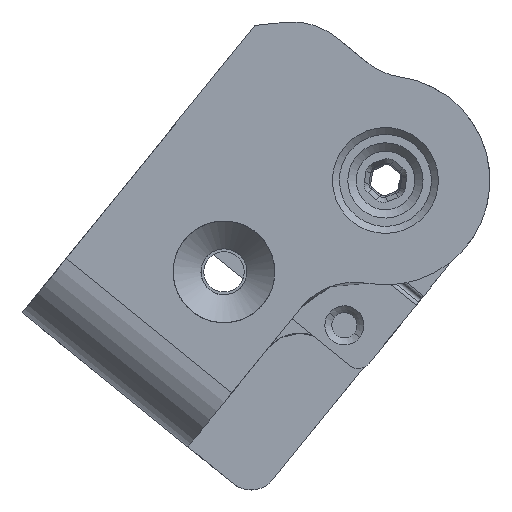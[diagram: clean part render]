
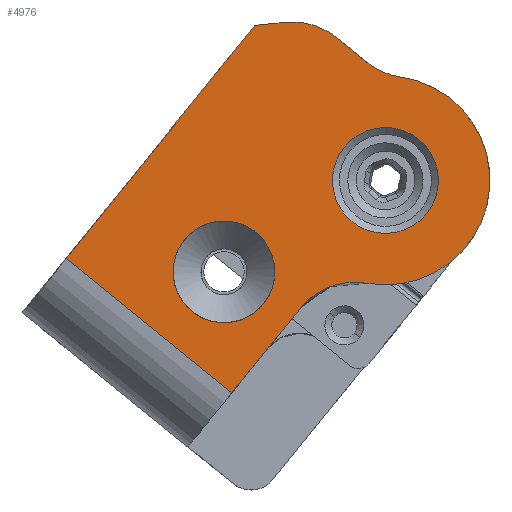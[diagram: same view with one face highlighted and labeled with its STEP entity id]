
A CAD part, left-side view. The second image highlights one B-rep face of the part: STEP entity #4976.
In plain terms, the highlighted planar face has unit normal (-1, 0, 0).
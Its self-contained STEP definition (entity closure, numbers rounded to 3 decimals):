
#467=LINE('',#7810,#827);
#468=LINE('',#7812,#828);
#578=LINE('',#8341,#938);
#590=LINE('',#8397,#950);
#596=LINE('',#8433,#956);
#597=LINE('',#8435,#957);
#827=VECTOR('',#6118,1000.);
#828=VECTOR('',#6119,1000.);
#938=VECTOR('',#6509,1000.);
#950=VECTOR('',#6551,1000.);
#956=VECTOR('',#6593,1000.);
#957=VECTOR('',#6594,1000.);
#1862=ORIENTED_EDGE('',*,*,#2940,.F.);
#1863=ORIENTED_EDGE('',*,*,#2738,.F.);
#1864=ORIENTED_EDGE('',*,*,#2982,.T.);
#1865=ORIENTED_EDGE('',*,*,#2983,.F.);
#1866=ORIENTED_EDGE('',*,*,#2984,.T.);
#1867=ORIENTED_EDGE('',*,*,#2985,.F.);
#1868=ORIENTED_EDGE('',*,*,#2941,.T.);
#1869=ORIENTED_EDGE('',*,*,#2946,.T.);
#1870=ORIENTED_EDGE('',*,*,#2938,.T.);
#1871=ORIENTED_EDGE('',*,*,#2967,.T.);
#1872=ORIENTED_EDGE('',*,*,#2739,.F.);
#1873=ORIENTED_EDGE('',*,*,#2986,.F.);
#2738=EDGE_CURVE('',#3407,#3408,#467,.T.);
#2739=EDGE_CURVE('',#3408,#3409,#468,.T.);
#2938=EDGE_CURVE('',#3546,#3545,#3847,.T.);
#2940=EDGE_CURVE('',#3547,#3547,#3848,.F.);
#2941=EDGE_CURVE('',#3548,#3549,#3849,.T.);
#2946=EDGE_CURVE('',#3549,#3546,#578,.T.);
#2967=EDGE_CURVE('',#3545,#3409,#590,.T.);
#2982=EDGE_CURVE('',#3407,#3568,#596,.T.);
#2983=EDGE_CURVE('',#3569,#3568,#597,.T.);
#2984=EDGE_CURVE('',#3569,#3570,#3862,.T.);
#2985=EDGE_CURVE('',#3548,#3570,#3863,.F.);
#2986=EDGE_CURVE('',#3571,#3571,#3864,.T.);
#3407=VERTEX_POINT('',#7809);
#3408=VERTEX_POINT('',#7811);
#3409=VERTEX_POINT('',#7813);
#3545=VERTEX_POINT('',#8323);
#3546=VERTEX_POINT('',#8325);
#3547=VERTEX_POINT('',#8329);
#3548=VERTEX_POINT('',#8332);
#3549=VERTEX_POINT('',#8333);
#3568=VERTEX_POINT('',#8434);
#3569=VERTEX_POINT('',#8436);
#3570=VERTEX_POINT('',#8438);
#3571=VERTEX_POINT('',#8441);
#3847=CIRCLE('',#5399,5.);
#3848=CIRCLE('',#5401,3.8);
#3849=CIRCLE('',#5403,5.);
#3862=CIRCLE('',#5439,5.);
#3863=CIRCLE('',#5440,7.5);
#3864=CIRCLE('',#5441,3.65);
#4154=EDGE_LOOP('',(#1862));
#4155=EDGE_LOOP('',(#1863,#1864,#1865,#1866,#1867,#1868,#1869,#1870,#1871,
#1872));
#4156=EDGE_LOOP('',(#1873));
#4514=FACE_BOUND('',#4154,.T.);
#4515=FACE_BOUND('',#4155,.T.);
#4516=FACE_BOUND('',#4156,.T.);
#4772=PLANE('',#5438);
#4976=ADVANCED_FACE('',(#4514,#4515,#4516),#4772,.F.);
#5399=AXIS2_PLACEMENT_3D('',#8324,#6491,#6492);
#5401=AXIS2_PLACEMENT_3D('',#8328,#6496,#6497);
#5403=AXIS2_PLACEMENT_3D('',#8331,#6500,#6501);
#5438=AXIS2_PLACEMENT_3D('',#8432,#6591,#6592);
#5439=AXIS2_PLACEMENT_3D('',#8437,#6595,#6596);
#5440=AXIS2_PLACEMENT_3D('',#8439,#6597,#6598);
#5441=AXIS2_PLACEMENT_3D('',#8440,#6599,#6600);
#6118=DIRECTION('',(0.,-0.629,0.777));
#6119=DIRECTION('',(0.,-0.629,0.777));
#6491=DIRECTION('',(-1.,0.,0.));
#6492=DIRECTION('',(0.,-0.629,0.777));
#6496=DIRECTION('',(1.,0.,0.));
#6497=DIRECTION('',(0.,-0.934,0.358));
#6500=DIRECTION('',(1.,0.,0.));
#6501=DIRECTION('',(0.,-0.629,0.777));
#6509=DIRECTION('',(0.,0.777,0.629));
#6551=DIRECTION('',(0.,0.995,-0.105));
#6591=DIRECTION('',(1.,0.,0.));
#6592=DIRECTION('',(0.,0.629,-0.777));
#6593=DIRECTION('',(0.,-0.777,-0.629));
#6594=DIRECTION('',(0.,0.629,-0.777));
#6595=DIRECTION('',(1.,0.,0.));
#6596=DIRECTION('',(0.,0.707,-0.707));
#6597=DIRECTION('',(-1.,0.,0.));
#6598=DIRECTION('',(0.,-0.629,0.777));
#6599=DIRECTION('',(-1.,0.,0.));
#6600=DIRECTION('',(0.,0.707,-0.707));
#7809=CARTESIAN_POINT('',(185.65,533.353,-425.722));
#7810=CARTESIAN_POINT('',(185.65,523.544,-413.609));
#7811=CARTESIAN_POINT('',(185.65,523.548,-413.615));
#7812=CARTESIAN_POINT('',(185.65,523.544,-413.609));
#7813=CARTESIAN_POINT('',(185.65,519.806,-408.994));
#8323=CARTESIAN_POINT('',(185.65,517.647,-408.767));
#8324=CARTESIAN_POINT('',(185.65,517.124,-413.739));
#8325=CARTESIAN_POINT('',(185.65,513.978,-409.854));
#8328=CARTESIAN_POINT('',(185.65,510.444,-420.114));
#8329=CARTESIAN_POINT('',(185.65,506.896,-418.753));
#8331=CARTESIAN_POINT('',(185.65,508.635,-407.746));
#8332=CARTESIAN_POINT('',(185.65,509.359,-412.693));
#8333=CARTESIAN_POINT('',(185.65,511.782,-411.632));
#8341=CARTESIAN_POINT('',(185.65,506.825,-415.646));
#8397=CARTESIAN_POINT('',(185.65,511.702,-408.142));
#8432=CARTESIAN_POINT('',(185.65,485.412,-452.985));
#8433=CARTESIAN_POINT('',(185.65,521.463,-435.351));
#8434=CARTESIAN_POINT('',(185.65,521.463,-435.351));
#8435=CARTESIAN_POINT('',(185.65,511.653,-423.238));
#8436=CARTESIAN_POINT('',(185.65,516.539,-429.271));
#8437=CARTESIAN_POINT('',(185.65,512.653,-432.418));
#8438=CARTESIAN_POINT('',(185.65,511.769,-427.496));
#8439=CARTESIAN_POINT('',(185.65,510.444,-420.114));
#8440=CARTESIAN_POINT('',(185.65,522.028,-426.674));
#8441=CARTESIAN_POINT('',(185.65,524.609,-429.255));
